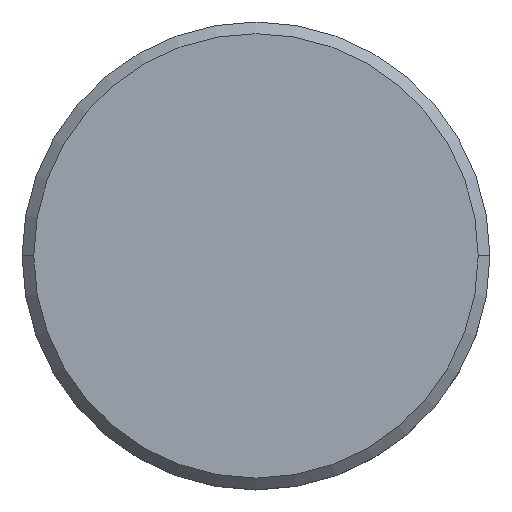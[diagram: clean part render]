
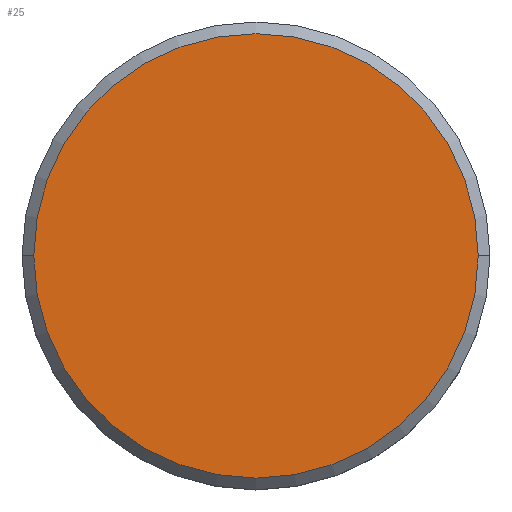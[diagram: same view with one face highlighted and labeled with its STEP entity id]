
A CAD part, top view. The second image highlights one B-rep face of the part: STEP entity #25.
In plain terms, the highlighted planar face has unit normal (0, 0, 1).
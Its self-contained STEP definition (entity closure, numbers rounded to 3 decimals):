
#25 = ADVANCED_FACE ( 'NONE', ( #68 ), #46, .T. ) ;
#32 = VERTEX_POINT ( 'NONE', #647 ) ;
#46 = PLANE ( 'NONE',  #492 ) ;
#68 = FACE_OUTER_BOUND ( 'NONE', #549, .T. ) ;
#129 = DIRECTION ( 'NONE',  ( 0., 0., 1. ) ) ;
#206 = CARTESIAN_POINT ( 'NONE',  ( 0., 0., 0. ) ) ;
#256 = ORIENTED_EDGE ( 'NONE', *, *, #768, .T. ) ;
#396 = DIRECTION ( 'NONE',  ( 1., 0., 0. ) ) ;
#406 = DIRECTION ( 'NONE',  ( 1., 0., 0. ) ) ;
#465 = DIRECTION ( 'NONE',  ( 1., 0., 0. ) ) ;
#479 = DIRECTION ( 'NONE',  ( 0., 0., 1. ) ) ;
#492 = AXIS2_PLACEMENT_3D ( 'NONE', #870, #479, #396 ) ;
#533 = EDGE_CURVE ( 'NONE', #898, #32, #771, .T. ) ;
#543 = AXIS2_PLACEMENT_3D ( 'NONE', #206, #129, #465 ) ;
#549 = EDGE_LOOP ( 'NONE', ( #256, #617 ) ) ;
#617 = ORIENTED_EDGE ( 'NONE', *, *, #533, .T. ) ;
#623 = CARTESIAN_POINT ( 'NONE',  ( 9.5, 0., 0. ) ) ;
#647 = CARTESIAN_POINT ( 'NONE',  ( -9.5, 0., 0. ) ) ;
#728 = CARTESIAN_POINT ( 'NONE',  ( 0., 0., 0. ) ) ;
#768 = EDGE_CURVE ( 'NONE', #32, #898, #994, .T. ) ;
#771 = CIRCLE ( 'NONE', #1012, 9.5 ) ;
#803 = DIRECTION ( 'NONE',  ( 0., 0., 1. ) ) ;
#870 = CARTESIAN_POINT ( 'NONE',  ( 0., 0., 0. ) ) ;
#898 = VERTEX_POINT ( 'NONE', #623 ) ;
#994 = CIRCLE ( 'NONE', #543, 9.5 ) ;
#1012 = AXIS2_PLACEMENT_3D ( 'NONE', #728, #803, #406 ) ;
